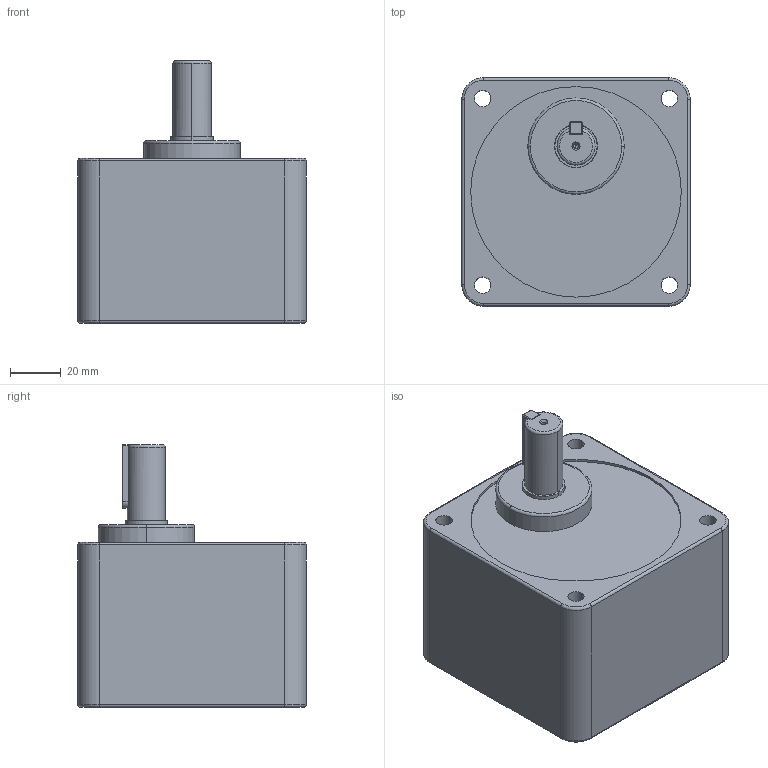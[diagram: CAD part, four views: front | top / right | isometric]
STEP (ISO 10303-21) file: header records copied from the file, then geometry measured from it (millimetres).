
FILE_DESCRIPTION (( 'STEP AP203' ), '1' );
FILE_NAME ('(夹非珇)5GX〖KB(5DFXXX2A00Z0).STEP', '2019-10-24T03:49:08', ( '' ), ( '' ), 'SwSTEP 2.0', 'SolidWorks 2010', '' );
FILE_SCHEMA (( 'CONFIG_CONTROL_DESIGN' ));
Length unit declared in the file: millimetre
Products named in the file (5): 1715-2A_5.成品; 5GX-UB齒箱; 側板成品(簡易); 5x5xL_25L; (夹非珇)5GX〖KB(5DFXXX2A00Z0)
Assembly tree (4 placements, depth 2):
  (夹非珇)5GX〖KB(5DFXXX2A00Z0)
    側板成品(簡易)
    5x5xL_25L
    5GX-UB齒箱
    1715-2A_5.成品
Bounding box: 90 x 90 x 103.5 mm (x, y, z)
Volume: 501661 mm3; surface area: 61917.5 mm2
Topology: 4 solids, 4 shells, 99 faces, 215 edges, 129 vertices
Faces by surface type: cylinder 43, plane 38, torus 11, cone 6, bspline 1
Entity records: 3333 total; most frequent: CARTESIAN_POINT 585, DIRECTION 514, ORIENTED_EDGE 426, EDGE_CURVE 213, AXIS2_PLACEMENT_3D 206, VERTEX_POINT 129, EDGE_LOOP 116, LINE 102
